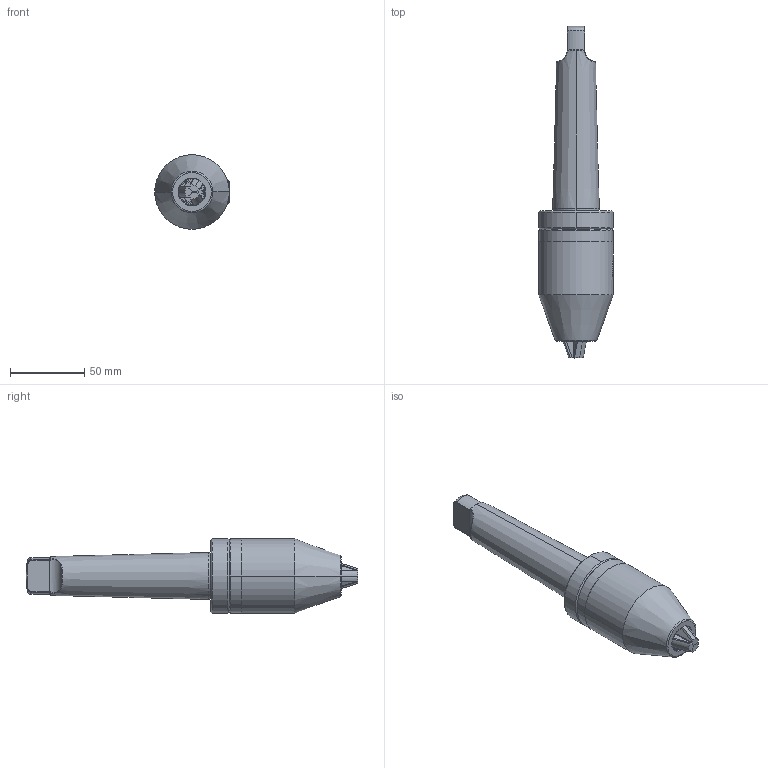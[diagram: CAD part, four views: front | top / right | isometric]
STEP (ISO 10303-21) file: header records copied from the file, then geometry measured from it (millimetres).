
FILE_DESCRIPTION (( 'STEP AP203' ), '1' );
FILE_NAME ('107.15.416-MT22013A.STEP', '2017-04-10T11:18:04', ( '' ), ( '' ), 'SwSTEP 2.0', 'SolidWorks 2013', '' );
FILE_SCHEMA (( 'CONFIG_CONTROL_DESIGN' ));
Length unit declared in the file: millimetre
Products named in the file (13): 1331402-05B; 1331402-06F; 1331402-08B; 1332401-103A; MT22010-01B; SB01-8001; 1331503-01F; KR02-9096; 1331503C--; 1331502-0200E; 107.15.416-MT22013A; 1331503-03B; 1331402-04D
Assembly tree (13 placements, depth 3):
  KR02-9096
  107.15.416-MT22013A
    MT22010-01B
    1331503C--
      1331503-01F
      1331502-0200E
      1331503-03B
      1331402-04D
      1331402-05B
      1331402-06F
      1331402-08B
      1332401-103A  x3
      SB01-8001
Bounding box: 50.1 x 222.84 x 50.1 mm (x, y, z)
Volume: 198736.8 mm3; surface area: 69962.9 mm2
Topology: 12 solids, 12 shells, 902 faces, 2414 edges, 1535 vertices
Faces by surface type: cylinder 341, plane 251, cone 223, torus 63, bspline 24
Entity records: 34584 total; most frequent: CARTESIAN_POINT 13415, ORIENTED_EDGE 4560, DIRECTION 3704, EDGE_CURVE 2280, AXIS2_PLACEMENT_3D 1502, VERTEX_POINT 1461, EDGE_LOOP 907, ADVANCED_FACE 856
